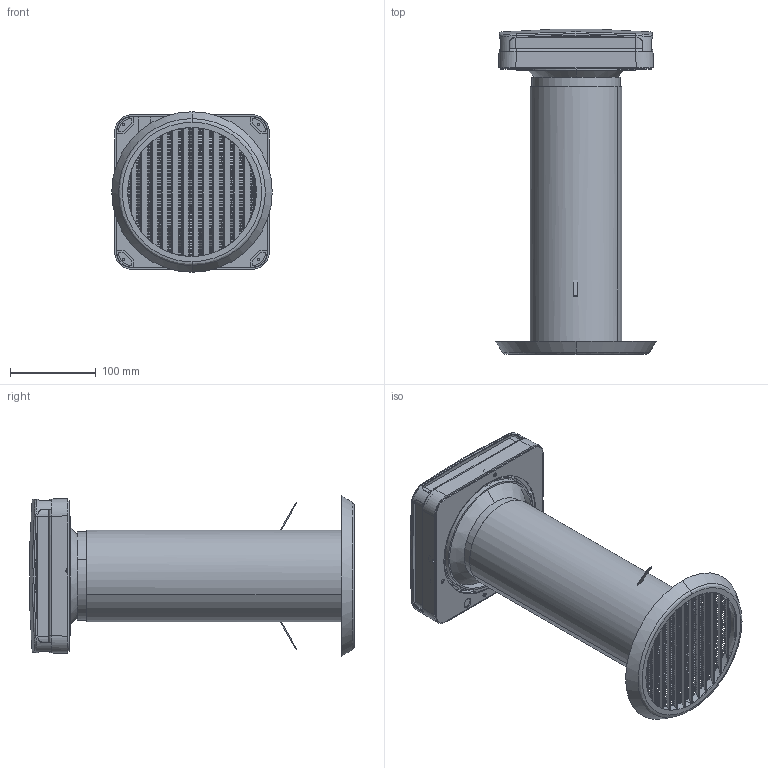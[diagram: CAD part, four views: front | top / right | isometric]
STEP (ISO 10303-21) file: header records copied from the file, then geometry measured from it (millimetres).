
FILE_DESCRIPTION(('CATIA V5 STEP Exchange','CAx-IF Rec.Pracs.--- Model Styling and Organization---1.4--- 2014-01-23','CAx-IF Rec.Pracs.---3D Tessellated Data Validation Properties---0.5---2014-09-14'),'2;1');
FILE_NAME('STEP_AIR115000_025_-_TST.stp','2021-05-07T14:06:34+00:00',('none'),('none'),'CATIA Version 5-6 Release 2019 SP3','CATIA V5 STEP AP242 v1','none');
FILE_SCHEMA(('AP242_MANAGED_MODEL_BASED_3D_ENGINEERING_MIM_LF {1 0 10303 442 1 1 4}'));
Length unit declared in the file: millimetre
Products named in the file (1): AIR115000 025 - TST
Bounding box: 187 x 378.55 x 187 mm (x, y, z)
Volume: 1872004.8 mm3; surface area: 889274.7 mm2
Topology: 3 solids, 7 shells, 3077 faces, 11325 edges, 7222 vertices
Faces by surface type: plane 2087, bspline 466, cylinder 380, cone 138, extrusion 6
Entity records: 135017 total; most frequent: CARTESIAN_POINT 55574, ORIENTED_EDGE 22586, EDGE_CURVE 11293, DIRECTION 9034, VERTEX_POINT 7222, VECTOR 6258, LINE 6252, EDGE_LOOP 3261
